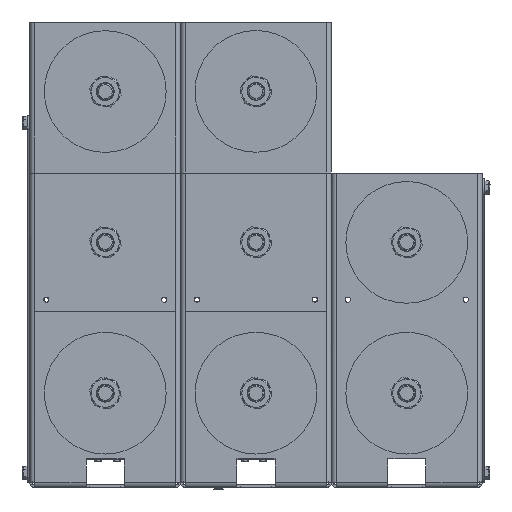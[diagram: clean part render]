
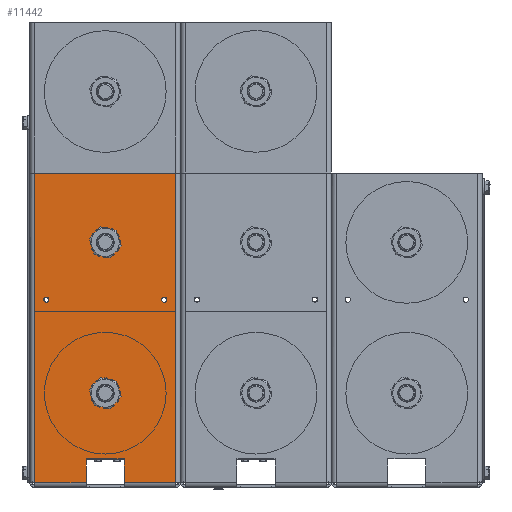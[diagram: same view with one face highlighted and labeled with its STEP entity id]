
A CAD part, front view. The second image highlights one B-rep face of the part: STEP entity #11442.
In plain terms, the highlighted planar face has unit normal (0, -1, 0).
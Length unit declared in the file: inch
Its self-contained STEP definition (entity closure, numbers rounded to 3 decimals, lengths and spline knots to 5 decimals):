
#479=FACE_BOUND('',#1932,.T.);
#480=FACE_BOUND('',#1933,.T.);
#481=FACE_BOUND('',#1934,.T.);
#482=FACE_BOUND('',#1935,.T.);
#783=PLANE('',#12614);
#1246=FACE_OUTER_BOUND('',#1931,.T.);
#1931=EDGE_LOOP('',(#8912,#8913,#8914,#8915,#8916,#8917,#8918,#8919,#8920,
#8921,#8922,#8923));
#1932=EDGE_LOOP('',(#8924));
#1933=EDGE_LOOP('',(#8925));
#1934=EDGE_LOOP('',(#8926));
#1935=EDGE_LOOP('',(#8927));
#2803=LINE('',#18544,#3828);
#2805=LINE('',#18550,#3830);
#2809=LINE('',#18560,#3834);
#2810=LINE('',#18562,#3835);
#2811=LINE('',#18564,#3836);
#2812=LINE('',#18566,#3837);
#2813=LINE('',#18568,#3838);
#2814=LINE('',#18570,#3839);
#2815=LINE('',#18572,#3840);
#2816=LINE('',#18574,#3841);
#2817=LINE('',#18576,#3842);
#2818=LINE('',#18577,#3843);
#3828=VECTOR('',#14532,0.3937);
#3830=VECTOR('',#14538,0.3937);
#3834=VECTOR('',#14546,0.3937);
#3835=VECTOR('',#14547,0.3937);
#3836=VECTOR('',#14548,0.3937);
#3837=VECTOR('',#14549,0.3937);
#3838=VECTOR('',#14550,0.3937);
#3839=VECTOR('',#14551,0.3937);
#3840=VECTOR('',#14552,0.3937);
#3841=VECTOR('',#14553,0.3937);
#3842=VECTOR('',#14554,0.3937);
#3843=VECTOR('',#14555,0.3937);
#4697=CIRCLE('',#12598,0.28);
#4699=CIRCLE('',#12601,0.28);
#4701=CIRCLE('',#12604,0.07);
#4703=CIRCLE('',#12607,0.07);
#5355=VERTEX_POINT('',#18516);
#5357=VERTEX_POINT('',#18522);
#5359=VERTEX_POINT('',#18528);
#5361=VERTEX_POINT('',#18534);
#5364=VERTEX_POINT('',#18541);
#5365=VERTEX_POINT('',#18543);
#5367=VERTEX_POINT('',#18549);
#5371=VERTEX_POINT('',#18559);
#5372=VERTEX_POINT('',#18561);
#5373=VERTEX_POINT('',#18563);
#5374=VERTEX_POINT('',#18565);
#5375=VERTEX_POINT('',#18567);
#5376=VERTEX_POINT('',#18569);
#5377=VERTEX_POINT('',#18571);
#5378=VERTEX_POINT('',#18573);
#5379=VERTEX_POINT('',#18575);
#6651=EDGE_CURVE('',#5355,#5355,#4697,.T.);
#6654=EDGE_CURVE('',#5357,#5357,#4699,.T.);
#6657=EDGE_CURVE('',#5359,#5359,#4701,.T.);
#6660=EDGE_CURVE('',#5361,#5361,#4703,.T.);
#6664=EDGE_CURVE('',#5364,#5365,#2803,.T.);
#6667=EDGE_CURVE('',#5367,#5365,#2805,.T.);
#6672=EDGE_CURVE('',#5371,#5364,#2809,.T.);
#6673=EDGE_CURVE('',#5372,#5371,#2810,.T.);
#6674=EDGE_CURVE('',#5373,#5372,#2811,.T.);
#6675=EDGE_CURVE('',#5374,#5373,#2812,.T.);
#6676=EDGE_CURVE('',#5374,#5375,#2813,.T.);
#6677=EDGE_CURVE('',#5375,#5376,#2814,.T.);
#6678=EDGE_CURVE('',#5376,#5377,#2815,.T.);
#6679=EDGE_CURVE('',#5377,#5378,#2816,.T.);
#6680=EDGE_CURVE('',#5378,#5379,#2817,.T.);
#6681=EDGE_CURVE('',#5379,#5367,#2818,.T.);
#8912=ORIENTED_EDGE('',*,*,#6664,.F.);
#8913=ORIENTED_EDGE('',*,*,#6672,.F.);
#8914=ORIENTED_EDGE('',*,*,#6673,.F.);
#8915=ORIENTED_EDGE('',*,*,#6674,.F.);
#8916=ORIENTED_EDGE('',*,*,#6675,.F.);
#8917=ORIENTED_EDGE('',*,*,#6676,.T.);
#8918=ORIENTED_EDGE('',*,*,#6677,.T.);
#8919=ORIENTED_EDGE('',*,*,#6678,.T.);
#8920=ORIENTED_EDGE('',*,*,#6679,.T.);
#8921=ORIENTED_EDGE('',*,*,#6680,.T.);
#8922=ORIENTED_EDGE('',*,*,#6681,.T.);
#8923=ORIENTED_EDGE('',*,*,#6667,.T.);
#8924=ORIENTED_EDGE('',*,*,#6651,.T.);
#8925=ORIENTED_EDGE('',*,*,#6654,.T.);
#8926=ORIENTED_EDGE('',*,*,#6657,.T.);
#8927=ORIENTED_EDGE('',*,*,#6660,.T.);
#11442=ADVANCED_FACE('',(#1246,#479,#480,#481,#482),#783,.T.);
#12598=AXIS2_PLACEMENT_3D('',#18517,#14502,#14503);
#12601=AXIS2_PLACEMENT_3D('',#18523,#14509,#14510);
#12604=AXIS2_PLACEMENT_3D('',#18529,#14516,#14517);
#12607=AXIS2_PLACEMENT_3D('',#18535,#14523,#14524);
#12614=AXIS2_PLACEMENT_3D('',#18558,#14544,#14545);
#14502=DIRECTION('center_axis',(0.,1.,0.));
#14503=DIRECTION('ref_axis',(-1.,0.,0.));
#14509=DIRECTION('center_axis',(0.,1.,0.));
#14510=DIRECTION('ref_axis',(-1.,0.,0.));
#14516=DIRECTION('center_axis',(0.,1.,0.));
#14517=DIRECTION('ref_axis',(-1.,0.,0.));
#14523=DIRECTION('center_axis',(0.,1.,0.));
#14524=DIRECTION('ref_axis',(-1.,0.,0.));
#14532=DIRECTION('',(0.,0.,-1.));
#14538=DIRECTION('',(1.,0.,0.));
#14544=DIRECTION('center_axis',(0.,-1.,0.));
#14545=DIRECTION('ref_axis',(0.,0.,-1.));
#14546=DIRECTION('',(1.,0.,0.));
#14547=DIRECTION('',(0.,0.,1.));
#14548=DIRECTION('',(-1.,0.,0.));
#14549=DIRECTION('',(0.,0.,-1.));
#14550=DIRECTION('',(-1.,0.,0.));
#14551=DIRECTION('',(0.,0.,1.));
#14552=DIRECTION('',(-1.,0.,0.));
#14553=DIRECTION('',(0.,0.,1.));
#14554=DIRECTION('',(1.,0.,0.));
#14555=DIRECTION('',(0.,0.,1.));
#18516=CARTESIAN_POINT('',(-2.22,-0.0635,0.));
#18517=CARTESIAN_POINT('Origin',(-2.5,-0.0635,
0.));
#18522=CARTESIAN_POINT('',(-6.22,-0.0635,0.));
#18523=CARTESIAN_POINT('Origin',(-6.5,-0.0635,
0.));
#18528=CARTESIAN_POINT('',(-4.91,-0.0635,-1.565));
#18529=CARTESIAN_POINT('Origin',(-4.98,-0.0635,-1.565));
#18534=CARTESIAN_POINT('',(-4.91,-0.0635,1.565));
#18535=CARTESIAN_POINT('Origin',(-4.98,-0.0635,1.565));
#18541=CARTESIAN_POINT('',(-0.127,-0.0635,1.873));
#18543=CARTESIAN_POINT('',(-0.127,-0.0635,0.505));
#18544=CARTESIAN_POINT('',(-0.127,-0.0635,0.));
#18549=CARTESIAN_POINT('',(-0.76,-0.0635,0.505));
#18550=CARTESIAN_POINT('',(0.,-0.0635,0.505));
#18558=CARTESIAN_POINT('Origin',(0.,-0.0635,0.));
#18559=CARTESIAN_POINT('',(-8.34,-0.0635,1.873));
#18560=CARTESIAN_POINT('',(-0.6063,-0.0635,1.873));
#18561=CARTESIAN_POINT('',(-8.34,-0.0635,-1.873));
#18562=CARTESIAN_POINT('',(-8.34,-0.0635,0.));
#18563=CARTESIAN_POINT('',(-0.127,-0.0635,-1.873));
#18564=CARTESIAN_POINT('',(-0.6063,-0.0635,-1.873));
#18565=CARTESIAN_POINT('',(-0.127,-0.0635,-0.505));
#18566=CARTESIAN_POINT('',(-0.127,-0.0635,0.));
#18567=CARTESIAN_POINT('',(-0.76,-0.0635,-0.505));
#18568=CARTESIAN_POINT('',(0.,-0.0635,-0.505));
#18569=CARTESIAN_POINT('',(-0.76,-0.0635,-0.475));
#18570=CARTESIAN_POINT('',(-0.76,-0.0635,-0.2275));
#18571=CARTESIAN_POINT('',(-0.7635,-0.0635,-0.475));
#18572=CARTESIAN_POINT('',(-0.38175,-0.0635,-0.475));
#18573=CARTESIAN_POINT('',(-0.7635,-0.0635,0.475));
#18574=CARTESIAN_POINT('',(-0.7635,-0.0635,0.2375));
#18575=CARTESIAN_POINT('',(-0.76,-0.0635,0.475));
#18576=CARTESIAN_POINT('',(-0.03175,-0.0635,0.475));
#18577=CARTESIAN_POINT('',(-0.76,-0.0635,0.2275));
